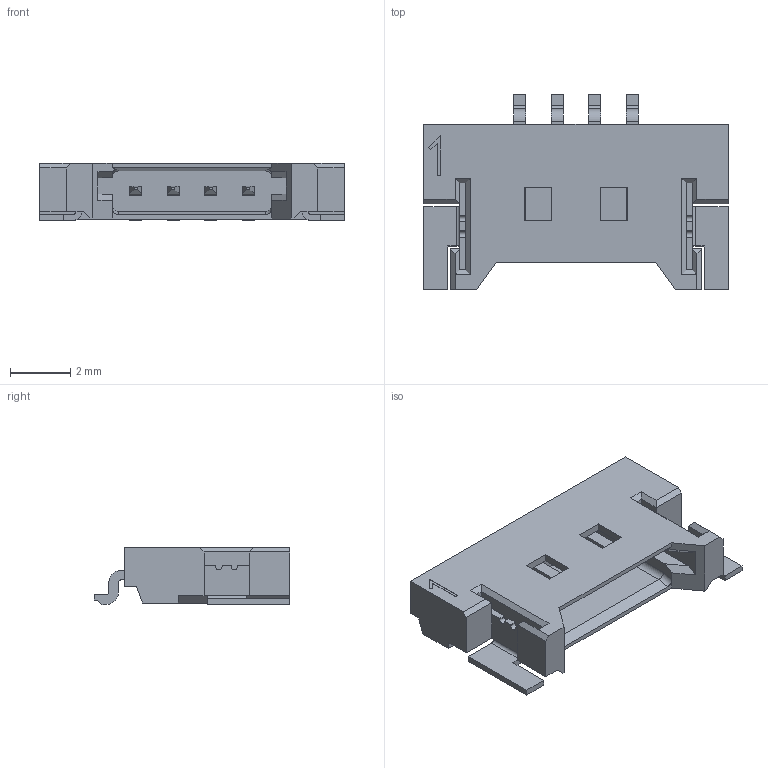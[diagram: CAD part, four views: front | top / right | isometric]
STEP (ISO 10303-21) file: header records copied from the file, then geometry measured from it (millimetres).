
FILE_DESCRIPTION(('FreeCAD Model'),'2;1');
FILE_NAME('exports/Molex_Panelmate-53780-0470_04x1.25mm_Angled.stp', '2016-05-13T01:58:00',('Author'),(''), 'Open CASCADE STEP processor 6.8','FreeCAD','Unknown');
FILE_SCHEMA(('AUTOMOTIVE_DESIGN_CC2 { 1 2 10303 214 -1 1 5 4 }'));
Length unit declared in the file: millimetre
Products named in the file (5): ASSEMBLY; body_53780; mount; pinGrey; pinGold
Assembly tree (4 placements, depth 2):
  ASSEMBLY
    body_53780
    mount
    pinGrey
    pinGold
Bounding box: 10.15 x 6.5 x 1.9 mm (x, y, z)
Volume: 51.8 mm3; surface area: 256.5 mm2
Topology: 11 solids, 11 shells, 252 faces, 645 edges, 416 vertices
Faces by surface type: plane 220, cylinder 32
Entity records: 19236 total; most frequent: CARTESIAN_POINT 6236, DIRECTION 2307, LINE 1659, VECTOR 1659, ORIENTED_EDGE 1290, PCURVE 1290, DEFINITIONAL_REPRESENTATION 1290, EDGE_CURVE 645
